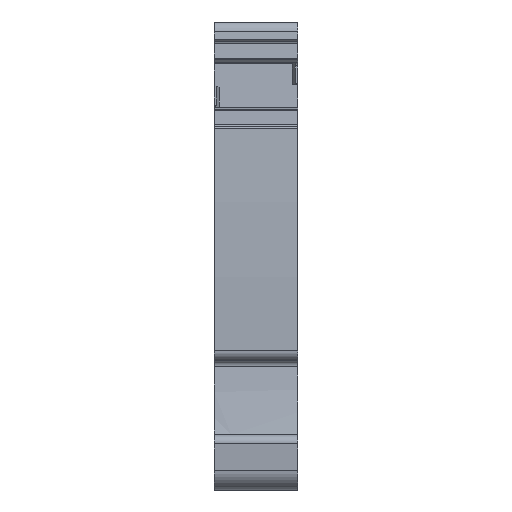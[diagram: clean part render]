
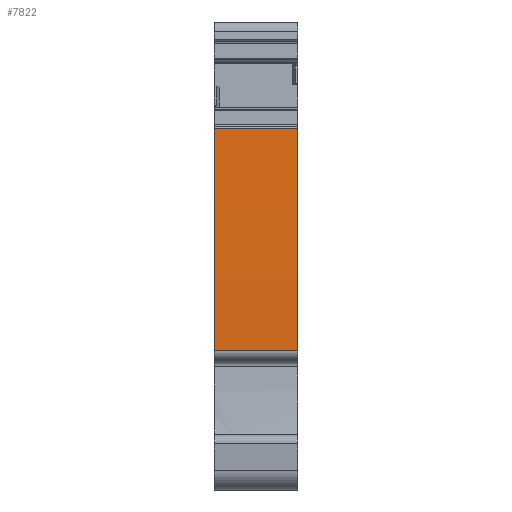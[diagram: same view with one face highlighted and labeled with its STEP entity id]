
A CAD part, front view. The second image highlights one B-rep face of the part: STEP entity #7822.
In plain terms, the highlighted cylindrical face has radius 250 mm (diameter 500 mm), a partial arc.
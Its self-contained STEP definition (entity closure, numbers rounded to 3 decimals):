
#6902=AXIS2_PLACEMENT_3D('Cylinder Axis2P3D',#6899,#6900,#6901) ;
#7808=AXIS2_PLACEMENT_3D('Circle Axis2P3D',#7806,#7807,$) ;
#7813=AXIS2_PLACEMENT_3D('Circle Axis2P3D',#7811,#7812,$) ;
#6899=CARTESIAN_POINT('Axis2P3D Location',(4.,251.506,17.05)) ;
#7770=CARTESIAN_POINT('Line Origine',(4.,2.144,34.893)) ;
#7774=CARTESIAN_POINT('Vertex',(0.,2.144,34.893)) ;
#7776=CARTESIAN_POINT('Vertex',(8.05,2.144,34.893)) ;
#7797=CARTESIAN_POINT('Line Origine',(4.,1.532,13.436)) ;
#7801=CARTESIAN_POINT('Vertex',(0.,1.532,13.436)) ;
#7803=CARTESIAN_POINT('Vertex',(8.05,1.532,13.436)) ;
#7806=CARTESIAN_POINT('Axis2P3D Location',(8.05,251.506,17.05)) ;
#7811=CARTESIAN_POINT('Axis2P3D Location',(0.,251.506,17.05)) ;
#6900=DIRECTION('Axis2P3D Direction',(1.,0.,0.)) ;
#6901=DIRECTION('Axis2P3D XDirection',(0.,-0.994,0.109)) ;
#7771=DIRECTION('Vector Direction',(1.,0.,0.)) ;
#7798=DIRECTION('Vector Direction',(1.,0.,0.)) ;
#7807=DIRECTION('Axis2P3D Direction',(1.,0.,0.)) ;
#7812=DIRECTION('Axis2P3D Direction',(1.,0.,0.)) ;
#7772=VECTOR('Line Direction',#7771,1.) ;
#7799=VECTOR('Line Direction',#7798,1.) ;
#7817=ORIENTED_EDGE('',*,*,#7805,.T.) ;
#7818=ORIENTED_EDGE('',*,*,#7810,.F.) ;
#7819=ORIENTED_EDGE('',*,*,#7778,.F.) ;
#7820=ORIENTED_EDGE('',*,*,#7815,.F.) ;
#7822=ADVANCED_FACE('PartBody',(#7821),#6903,.T.) ;
#7809=CIRCLE('generated circle',#7808,250.) ;
#7814=CIRCLE('generated circle',#7813,250.) ;
#6903=CYLINDRICAL_SURFACE('generated cylinder',#6902,250.) ;
#7778=EDGE_CURVE('',#7775,#7777,#7773,.T.) ;
#7805=EDGE_CURVE('',#7802,#7804,#7800,.T.) ;
#7810=EDGE_CURVE('',#7777,#7804,#7809,.T.) ;
#7815=EDGE_CURVE('',#7802,#7775,#7814,.F.) ;
#7816=EDGE_LOOP('',(#7817,#7818,#7819,#7820)) ;
#7821=FACE_OUTER_BOUND('',#7816,.T.) ;
#7773=LINE('Line',#7770,#7772) ;
#7800=LINE('Line',#7797,#7799) ;
#7775=VERTEX_POINT('',#7774) ;
#7777=VERTEX_POINT('',#7776) ;
#7802=VERTEX_POINT('',#7801) ;
#7804=VERTEX_POINT('',#7803) ;
